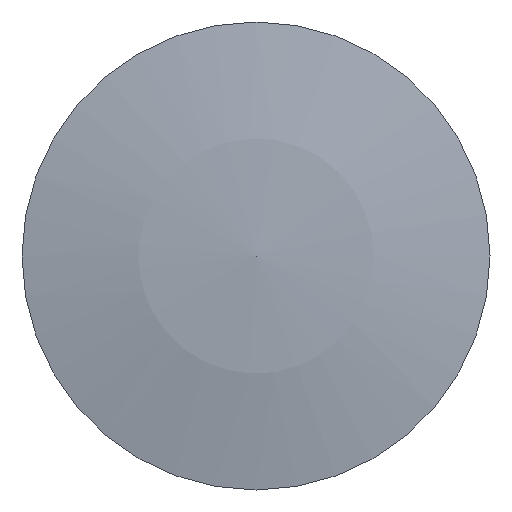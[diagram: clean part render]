
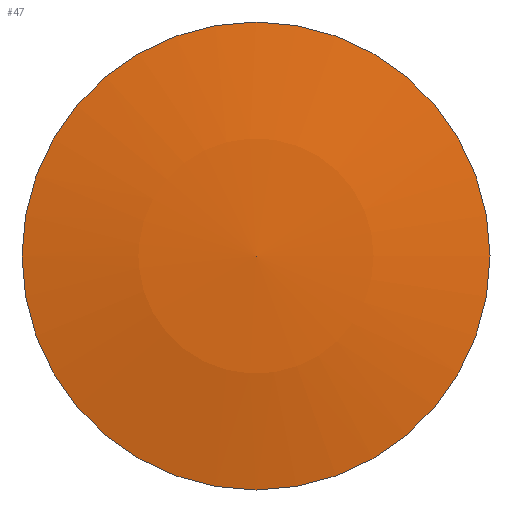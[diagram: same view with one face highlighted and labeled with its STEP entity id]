
A CAD part, left-side view. The second image highlights one B-rep face of the part: STEP entity #47.
In plain terms, the highlighted spherical face has radius 71 mm.
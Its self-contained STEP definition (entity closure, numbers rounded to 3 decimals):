
#47 = ADVANCED_FACE( '', ( #95, #96 ), #97, .T. );
#95 = FACE_BOUND( '', #137, .T. );
#96 = FACE_OUTER_BOUND( '', #138, .T. );
#97 = SPHERICAL_SURFACE( '', #139, 71. );
#137 = VERTEX_LOOP( '', #187 );
#138 = EDGE_LOOP( '', ( #188 ) );
#139 = AXIS2_PLACEMENT_3D( '', #189, #190, #191 );
#187 = VERTEX_POINT( '', #214 );
#188 = ORIENTED_EDGE( '', *, *, #209, .F. );
#189 = CARTESIAN_POINT( '', ( 71., 0., 0. ) );
#190 = DIRECTION( '', ( 1., 0., 0. ) );
#191 = DIRECTION( '', ( 0., 1., 0. ) );
#209 = EDGE_CURVE( '', #233, #233, #234, .T. );
#214 = CARTESIAN_POINT( '', ( 0., 0., 0. ) );
#233 = VERTEX_POINT( '', #258 );
#234 = CIRCLE( '', #259, 14.5 );
#258 = CARTESIAN_POINT( '', ( 1.496, 0., -14.5 ) );
#259 = AXIS2_PLACEMENT_3D( '', #284, #285, #286 );
#284 = CARTESIAN_POINT( '', ( 1.496, 0., 0. ) );
#285 = DIRECTION( '', ( 1., 0., 0. ) );
#286 = DIRECTION( '', ( 0., 0., -1. ) );
